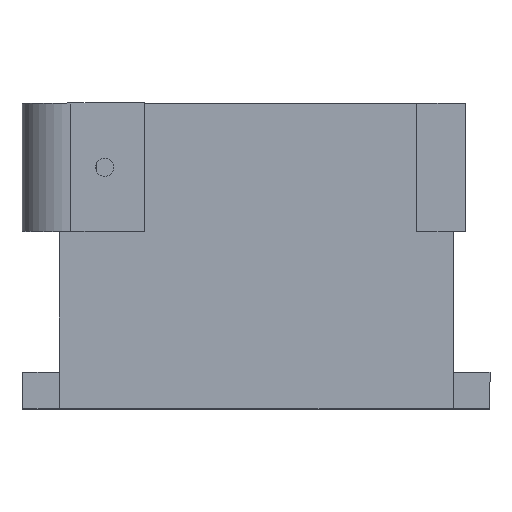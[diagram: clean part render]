
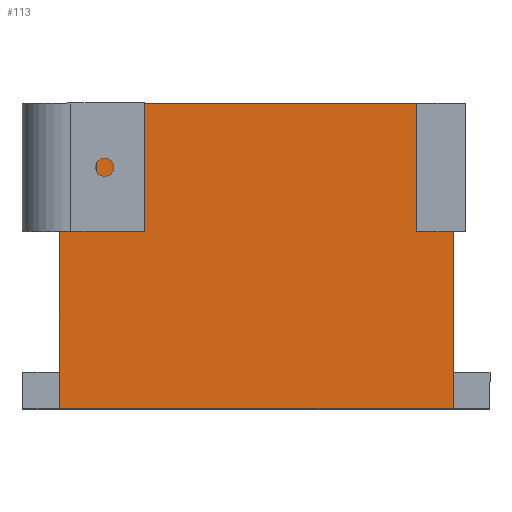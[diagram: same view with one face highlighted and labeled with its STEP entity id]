
A CAD part, top view. The second image highlights one B-rep face of the part: STEP entity #113.
In plain terms, the highlighted planar face has unit normal (0, 0, 1).
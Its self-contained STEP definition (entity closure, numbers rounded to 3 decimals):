
#8 = EDGE_CURVE ( 'NONE', #589, #886, #478, .T. ) ;
#42 = DIRECTION ( 'NONE',  ( 0., -1., 0. ) ) ;
#51 = CARTESIAN_POINT ( 'NONE',  ( 6.55, 0., 0. ) ) ;
#81 = LINE ( 'NONE', #374, #474 ) ;
#102 = CARTESIAN_POINT ( 'NONE',  ( 0., -7.25, 0. ) ) ;
#113 = ADVANCED_FACE ( 'NONE', ( #197 ), #718, .T. ) ;
#118 = DIRECTION ( 'NONE',  ( 0., 0., 1. ) ) ;
#132 = CARTESIAN_POINT ( 'NONE',  ( 8.05, 0., 0. ) ) ;
#134 = ORIENTED_EDGE ( 'NONE', *, *, #1014, .F. ) ;
#141 = ORIENTED_EDGE ( 'NONE', *, *, #661, .T. ) ;
#150 = VECTOR ( 'NONE', #1045, 1000. ) ;
#153 = VECTOR ( 'NONE', #531, 1000. ) ;
#154 = VECTOR ( 'NONE', #658, 1000. ) ;
#155 = VERTEX_POINT ( 'NONE', #726 ) ;
#161 = ORIENTED_EDGE ( 'NONE', *, *, #1003, .T. ) ;
#175 = VECTOR ( 'NONE', #253, 1000. ) ;
#178 = ORIENTED_EDGE ( 'NONE', *, *, #1055, .F. ) ;
#189 = CARTESIAN_POINT ( 'NONE',  ( 6.55, 0., 0. ) ) ;
#197 = FACE_OUTER_BOUND ( 'NONE', #1099, .T. ) ;
#207 = DIRECTION ( 'NONE',  ( -1., 0., 0. ) ) ;
#208 = CARTESIAN_POINT ( 'NONE',  ( 6.55, 5.25, 0. ) ) ;
#239 = CARTESIAN_POINT ( 'NONE',  ( 0., 5.25, 0. ) ) ;
#244 = LINE ( 'NONE', #294, #662 ) ;
#253 = DIRECTION ( 'NONE',  ( 0., -1., 0. ) ) ;
#265 = VERTEX_POINT ( 'NONE', #388 ) ;
#273 = VERTEX_POINT ( 'NONE', #559 ) ;
#277 = LINE ( 'NONE', #552, #921 ) ;
#294 = CARTESIAN_POINT ( 'NONE',  ( 0., 0., 0. ) ) ;
#347 = CARTESIAN_POINT ( 'NONE',  ( -8.05, 0., 0. ) ) ;
#352 = LINE ( 'NONE', #503, #792 ) ;
#354 = EDGE_CURVE ( 'NONE', #273, #1048, #352, .T. ) ;
#374 = CARTESIAN_POINT ( 'NONE',  ( 0., 0., 0. ) ) ;
#382 = DIRECTION ( 'NONE',  ( 0., -1., 0. ) ) ;
#388 = CARTESIAN_POINT ( 'NONE',  ( -8.05, 0., 0. ) ) ;
#395 = LINE ( 'NONE', #347, #150 ) ;
#468 = EDGE_CURVE ( 'NONE', #589, #965, #867, .T. ) ;
#469 = CARTESIAN_POINT ( 'NONE',  ( 8.05, -5.75, 0. ) ) ;
#474 = VECTOR ( 'NONE', #207, 1000. ) ;
#478 = LINE ( 'NONE', #239, #943 ) ;
#481 = EDGE_CURVE ( 'NONE', #866, #894, #1073, .T. ) ;
#494 = DIRECTION ( 'NONE',  ( 1., 0., 0. ) ) ;
#503 = CARTESIAN_POINT ( 'NONE',  ( 8.05, 0., 0. ) ) ;
#531 = DIRECTION ( 'NONE',  ( 1., 0., 0. ) ) ;
#552 = CARTESIAN_POINT ( 'NONE',  ( -8.05, 0., 0. ) ) ;
#559 = CARTESIAN_POINT ( 'NONE',  ( 8.05, 0., 0. ) ) ;
#589 = VERTEX_POINT ( 'NONE', #751 ) ;
#613 = LINE ( 'NONE', #51, #154 ) ;
#658 = DIRECTION ( 'NONE',  ( 0., -1., 0. ) ) ;
#661 = EDGE_CURVE ( 'NONE', #965, #265, #81, .T. ) ;
#662 = VECTOR ( 'NONE', #995, 1000. ) ;
#707 = EDGE_CURVE ( 'NONE', #917, #273, #244, .T. ) ;
#718 = PLANE ( 'NONE',  #1004 ) ;
#726 = CARTESIAN_POINT ( 'NONE',  ( -8.05, -5.75, 0. ) ) ;
#741 = ORIENTED_EDGE ( 'NONE', *, *, #481, .T. ) ;
#744 = ORIENTED_EDGE ( 'NONE', *, *, #468, .T. ) ;
#745 = ORIENTED_EDGE ( 'NONE', *, *, #767, .T. ) ;
#751 = CARTESIAN_POINT ( 'NONE',  ( -6.55, 5.25, 0. ) ) ;
#761 = CARTESIAN_POINT ( 'NONE',  ( -6.55, 0., 0. ) ) ;
#767 = EDGE_CURVE ( 'NONE', #265, #155, #395, .T. ) ;
#792 = VECTOR ( 'NONE', #1111, 1000. ) ;
#806 = CARTESIAN_POINT ( 'NONE',  ( 0., 0., 0. ) ) ;
#820 = CARTESIAN_POINT ( 'NONE',  ( 8.05, -7.25, 0. ) ) ;
#852 = ORIENTED_EDGE ( 'NONE', *, *, #8, .F. ) ;
#864 = ORIENTED_EDGE ( 'NONE', *, *, #707, .F. ) ;
#866 = VERTEX_POINT ( 'NONE', #982 ) ;
#867 = LINE ( 'NONE', #761, #175 ) ;
#886 = VERTEX_POINT ( 'NONE', #208 ) ;
#894 = VERTEX_POINT ( 'NONE', #820 ) ;
#899 = LINE ( 'NONE', #132, #1104 ) ;
#917 = VERTEX_POINT ( 'NONE', #189 ) ;
#921 = VECTOR ( 'NONE', #42, 1000. ) ;
#943 = VECTOR ( 'NONE', #494, 1000. ) ;
#965 = VERTEX_POINT ( 'NONE', #1067 ) ;
#973 = DIRECTION ( 'NONE',  ( 1., 0., 0. ) ) ;
#982 = CARTESIAN_POINT ( 'NONE',  ( -8.05, -7.25, 0. ) ) ;
#995 = DIRECTION ( 'NONE',  ( 1., 0., 0. ) ) ;
#1003 = EDGE_CURVE ( 'NONE', #155, #866, #277, .T. ) ;
#1004 = AXIS2_PLACEMENT_3D ( 'NONE', #806, #118, #973 ) ;
#1014 = EDGE_CURVE ( 'NONE', #1048, #894, #899, .T. ) ;
#1022 = ORIENTED_EDGE ( 'NONE', *, *, #354, .F. ) ;
#1045 = DIRECTION ( 'NONE',  ( 0., -1., 0. ) ) ;
#1048 = VERTEX_POINT ( 'NONE', #469 ) ;
#1055 = EDGE_CURVE ( 'NONE', #886, #917, #613, .T. ) ;
#1067 = CARTESIAN_POINT ( 'NONE',  ( -6.55, 0., 0. ) ) ;
#1073 = LINE ( 'NONE', #102, #153 ) ;
#1099 = EDGE_LOOP ( 'NONE', ( #744, #141, #745, #161, #741, #134, #1022, #864, #178, #852 ) ) ;
#1104 = VECTOR ( 'NONE', #382, 1000. ) ;
#1111 = DIRECTION ( 'NONE',  ( 0., -1., 0. ) ) ;
